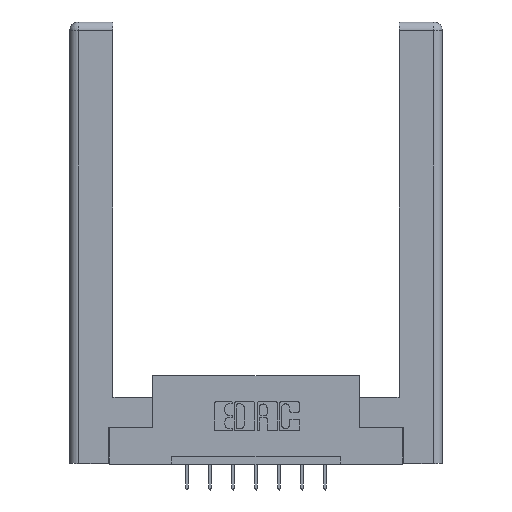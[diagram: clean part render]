
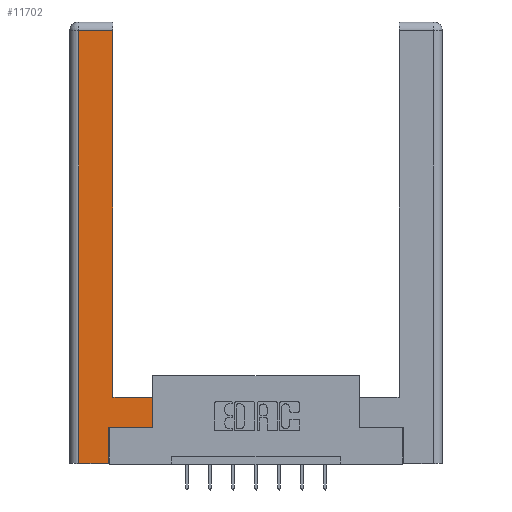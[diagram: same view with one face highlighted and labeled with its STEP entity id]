
A CAD part, top view. The second image highlights one B-rep face of the part: STEP entity #11702.
In plain terms, the highlighted planar face has unit normal (0, 0, 1).
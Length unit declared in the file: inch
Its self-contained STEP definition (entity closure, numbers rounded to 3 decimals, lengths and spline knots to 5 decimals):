
#116 = CARTESIAN_POINT ( 'NONE',  ( 0.565, 0.245, 0. ) ) ;
#315 = EDGE_CURVE ( 'NONE', #9045, #9683, #5077, .T. ) ;
#357 = DIRECTION ( 'NONE',  ( 0., 1., 0. ) ) ;
#793 = DIRECTION ( 'NONE',  ( -1., 0., 0. ) ) ;
#809 = LINE ( 'NONE', #5372, #3161 ) ;
#1304 = VERTEX_POINT ( 'NONE', #116 ) ;
#1667 = VERTEX_POINT ( 'NONE', #3157 ) ;
#1715 = EDGE_CURVE ( 'NONE', #1304, #4564, #5932, .T. ) ;
#1832 = LINE ( 'NONE', #5453, #6468 ) ;
#1946 = AXIS2_PLACEMENT_3D ( 'NONE', #6481, #10340, #793 ) ;
#1960 = VECTOR ( 'NONE', #5986, 39.37008 ) ;
#2215 = CARTESIAN_POINT ( 'NONE',  ( 0.295, 3., 0. ) ) ;
#2421 = DIRECTION ( 'NONE',  ( 1., 0., 0. ) ) ;
#2489 = CARTESIAN_POINT ( 'NONE',  ( 0.265, 0.245, 0. ) ) ;
#2621 = CARTESIAN_POINT ( 'NONE',  ( 0.565, 0.45, 0. ) ) ;
#2646 = PLANE ( 'NONE',  #1946 ) ;
#2788 = ORIENTED_EDGE ( 'NONE', *, *, #10636, .T. ) ;
#3000 = LINE ( 'NONE', #11782, #1960 ) ;
#3157 = CARTESIAN_POINT ( 'NONE',  ( 0.295, 2.94, 0. ) ) ;
#3161 = VECTOR ( 'NONE', #7450, 39.37008 ) ;
#3508 = CARTESIAN_POINT ( 'NONE',  ( 0.0615, 2.94, 0. ) ) ;
#3913 = VERTEX_POINT ( 'NONE', #10790 ) ;
#4417 = ORIENTED_EDGE ( 'NONE', *, *, #1715, .T. ) ;
#4564 = VERTEX_POINT ( 'NONE', #2621 ) ;
#4785 = EDGE_CURVE ( 'NONE', #1667, #7296, #3000, .T. ) ;
#4911 = DIRECTION ( 'NONE',  ( 0., 1., 0. ) ) ;
#5073 = VECTOR ( 'NONE', #2421, 39.37008 ) ;
#5077 = LINE ( 'NONE', #10734, #6432 ) ;
#5372 = CARTESIAN_POINT ( 'NONE',  ( 0.0615, 0., 0. ) ) ;
#5453 = CARTESIAN_POINT ( 'NONE',  ( 0.265, 0., 0. ) ) ;
#5932 = LINE ( 'NONE', #7061, #6526 ) ;
#5986 = DIRECTION ( 'NONE',  ( -1., 0., 0. ) ) ;
#6431 = LINE ( 'NONE', #8173, #5073 ) ;
#6432 = VECTOR ( 'NONE', #4911, 39.37008 ) ;
#6437 = FACE_OUTER_BOUND ( 'NONE', #11822, .T. ) ;
#6468 = VECTOR ( 'NONE', #10419, 39.37008 ) ;
#6481 = CARTESIAN_POINT ( 'NONE',  ( 0., 0., 0. ) ) ;
#6497 = EDGE_CURVE ( 'NONE', #4564, #8887, #7010, .T. ) ;
#6526 = VECTOR ( 'NONE', #357, 39.37008 ) ;
#6794 = DIRECTION ( 'NONE',  ( -1., 0., 0. ) ) ;
#7010 = LINE ( 'NONE', #7803, #9112 ) ;
#7061 = CARTESIAN_POINT ( 'NONE',  ( 0.565, 0.45, 0. ) ) ;
#7252 = EDGE_CURVE ( 'NONE', #9683, #1304, #6431, .T. ) ;
#7296 = VERTEX_POINT ( 'NONE', #3508 ) ;
#7450 = DIRECTION ( 'NONE',  ( 0., -1., 0. ) ) ;
#7803 = CARTESIAN_POINT ( 'NONE',  ( 0.295, 0.45, 0. ) ) ;
#8173 = CARTESIAN_POINT ( 'NONE',  ( 0.565, 0.245, 0. ) ) ;
#8871 = ORIENTED_EDGE ( 'NONE', *, *, #315, .T. ) ;
#8887 = VERTEX_POINT ( 'NONE', #10786 ) ;
#9045 = VERTEX_POINT ( 'NONE', #12057 ) ;
#9112 = VECTOR ( 'NONE', #6794, 39.37008 ) ;
#9395 = EDGE_CURVE ( 'NONE', #3913, #9045, #1832, .T. ) ;
#9463 = VECTOR ( 'NONE', #9895, 39.37008 ) ;
#9478 = ORIENTED_EDGE ( 'NONE', *, *, #6497, .T. ) ;
#9683 = VERTEX_POINT ( 'NONE', #2489 ) ;
#9895 = DIRECTION ( 'NONE',  ( 0., 1., 0. ) ) ;
#10253 = ORIENTED_EDGE ( 'NONE', *, *, #4785, .T. ) ;
#10340 = DIRECTION ( 'NONE',  ( 0., 0., -1. ) ) ;
#10419 = DIRECTION ( 'NONE',  ( 1., 0., 0. ) ) ;
#10636 = EDGE_CURVE ( 'NONE', #7296, #3913, #809, .T. ) ;
#10734 = CARTESIAN_POINT ( 'NONE',  ( 0.265, 0.245, 0. ) ) ;
#10786 = CARTESIAN_POINT ( 'NONE',  ( 0.295, 0.45, 0. ) ) ;
#10790 = CARTESIAN_POINT ( 'NONE',  ( 0.0615, 0., 0. ) ) ;
#10932 = EDGE_CURVE ( 'NONE', #8887, #1667, #11147, .T. ) ;
#11015 = ORIENTED_EDGE ( 'NONE', *, *, #9395, .T. ) ;
#11028 = ORIENTED_EDGE ( 'NONE', *, *, #10932, .T. ) ;
#11147 = LINE ( 'NONE', #2215, #9463 ) ;
#11702 = ADVANCED_FACE ( 'NONE', ( #6437 ), #2646, .F. ) ;
#11782 = CARTESIAN_POINT ( 'NONE',  ( 0.0615, 2.94, 0. ) ) ;
#11822 = EDGE_LOOP ( 'NONE', ( #11028, #10253, #2788, #11015, #8871, #12199, #4417, #9478 ) ) ;
#12057 = CARTESIAN_POINT ( 'NONE',  ( 0.265, 0., 0. ) ) ;
#12199 = ORIENTED_EDGE ( 'NONE', *, *, #7252, .T. ) ;
